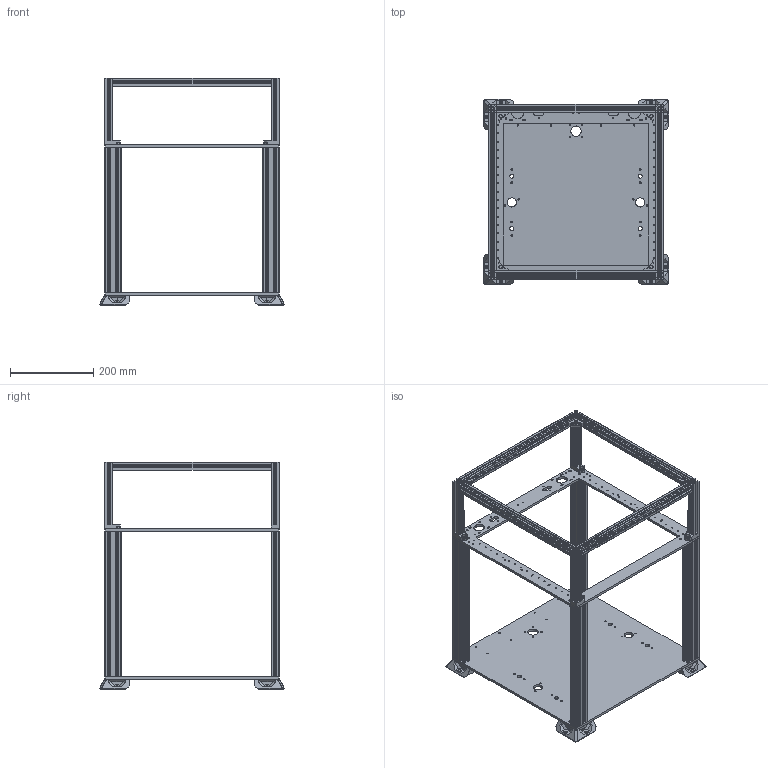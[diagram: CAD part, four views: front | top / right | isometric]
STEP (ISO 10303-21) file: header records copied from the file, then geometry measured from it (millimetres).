
FILE_DESCRIPTION (( 'STEP AP214' ), '1' );
FILE_NAME ('遺殤.STEP', '2023-04-15T05:45:42', ( '' ), ( '' ), 'SwSTEP 2.0', 'SolidWorks 2020', '' );
FILE_SCHEMA (( 'AUTOMOTIVE_DESIGN' ));
Length unit declared in the file: millimetre
Products named in the file (11): corner brace; floor; 噩砃噩砃褐菜; 遺殤; platform; 噩砃猾眊蕾翐; Column print; 噩砃褐菜; beam; Column; foot
Assembly tree (22 placements, depth 2):
  遺殤
    floor
    Column  x4
    platform
    foot
    噩砃褐菜  x2
    噩砃噩砃褐菜
    Column print  x2
    噩砃猾眊蕾翐  x2
    beam  x4
    corner brace  x4
Bounding box: 444.87 x 444.87 x 547 mm (x, y, z)
Volume: 2457821.9 mm3; surface area: 1364827.2 mm2
Topology: 22 solids, 22 shells, 2886 faces, 8270 edges, 5448 vertices
Faces by surface type: plane 1408, cylinder 1370, cone 100, bspline 8
Entity records: 43860 total; most frequent: CARTESIAN_POINT 7960, DIRECTION 7373, ORIENTED_EDGE 7278, EDGE_CURVE 3639, AXIS2_PLACEMENT_3D 2582, VERTEX_POINT 2390, VECTOR 2209, LINE 2209
